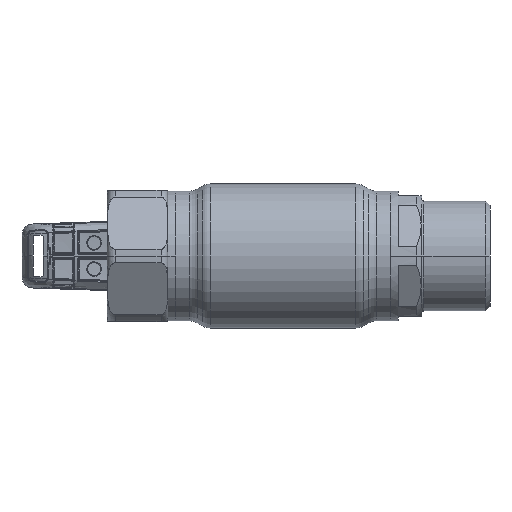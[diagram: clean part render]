
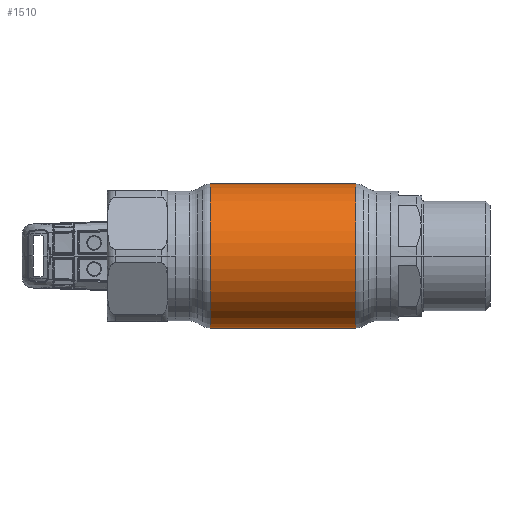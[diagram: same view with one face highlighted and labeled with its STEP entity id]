
A CAD part, front view. The second image highlights one B-rep face of the part: STEP entity #1510.
In plain terms, the highlighted cylindrical face has radius 27.5 mm (diameter 55 mm), a partial arc.
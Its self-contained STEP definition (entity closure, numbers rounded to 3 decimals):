
#178 = VERTEX_POINT ( 'NONE', #42006 ) ;
#328 = DIRECTION ( 'NONE',  ( -1., 0., 0. ) ) ;
#1510 = ADVANCED_FACE ( 'NONE', ( #38652 ), #21670, .T. ) ;
#2142 = ORIENTED_EDGE ( 'NONE', *, *, #31995, .F. ) ;
#4015 = CIRCLE ( 'NONE', #45468, 27.5 ) ;
#4630 = CARTESIAN_POINT ( 'NONE',  ( -62.69, 0., -27.5 ) ) ;
#6306 = LINE ( 'NONE', #48033, #34224 ) ;
#6686 = DIRECTION ( 'NONE',  ( 0., 0., 1. ) ) ;
#7046 = ORIENTED_EDGE ( 'NONE', *, *, #52199, .T. ) ;
#9954 = LINE ( 'NONE', #4630, #56407 ) ;
#13937 = ORIENTED_EDGE ( 'NONE', *, *, #23184, .T. ) ;
#21411 = DIRECTION ( 'NONE',  ( -1., 0., 0. ) ) ;
#21501 = CIRCLE ( 'NONE', #49865, 27.5 ) ;
#21670 = CYLINDRICAL_SURFACE ( 'NONE', #44187, 27.5 ) ;
#22095 = DIRECTION ( 'NONE',  ( 0., 0., 1. ) ) ;
#22206 = DIRECTION ( 'NONE',  ( 0., 0., 1. ) ) ;
#23184 = EDGE_CURVE ( 'NONE', #30089, #178, #4015, .T. ) ;
#30089 = VERTEX_POINT ( 'NONE', #31650 ) ;
#30412 = CARTESIAN_POINT ( 'NONE',  ( -27.785, 0., 27.5 ) ) ;
#31650 = CARTESIAN_POINT ( 'NONE',  ( 27.785, 0., -27.5 ) ) ;
#31995 = EDGE_CURVE ( 'NONE', #40804, #45875, #21501, .T. ) ;
#34224 = VECTOR ( 'NONE', #328, 1000. ) ;
#38652 = FACE_OUTER_BOUND ( 'NONE', #58343, .T. ) ;
#39462 = DIRECTION ( 'NONE',  ( -1., 0., 0. ) ) ;
#40402 = CARTESIAN_POINT ( 'NONE',  ( 27.785, 0., 0. ) ) ;
#40800 = DIRECTION ( 'NONE',  ( -1., 0., 0. ) ) ;
#40804 = VERTEX_POINT ( 'NONE', #49058 ) ;
#42006 = CARTESIAN_POINT ( 'NONE',  ( 27.785, 0., 27.5 ) ) ;
#43895 = DIRECTION ( 'NONE',  ( -1., 0., 0. ) ) ;
#44187 = AXIS2_PLACEMENT_3D ( 'NONE', #49778, #39462, #22095 ) ;
#44677 = EDGE_CURVE ( 'NONE', #30089, #40804, #9954, .T. ) ;
#45468 = AXIS2_PLACEMENT_3D ( 'NONE', #40402, #21411, #6686 ) ;
#45875 = VERTEX_POINT ( 'NONE', #30412 ) ;
#48033 = CARTESIAN_POINT ( 'NONE',  ( -62.69, 0., 27.5 ) ) ;
#49058 = CARTESIAN_POINT ( 'NONE',  ( -27.785, 0., -27.5 ) ) ;
#49778 = CARTESIAN_POINT ( 'NONE',  ( -62.69, 0., 0. ) ) ;
#49865 = AXIS2_PLACEMENT_3D ( 'NONE', #59981, #40800, #22206 ) ;
#52199 = EDGE_CURVE ( 'NONE', #178, #45875, #6306, .T. ) ;
#55944 = ORIENTED_EDGE ( 'NONE', *, *, #44677, .F. ) ;
#56407 = VECTOR ( 'NONE', #43895, 1000. ) ;
#58343 = EDGE_LOOP ( 'NONE', ( #55944, #13937, #7046, #2142 ) ) ;
#59981 = CARTESIAN_POINT ( 'NONE',  ( -27.785, 0., 0. ) ) ;
